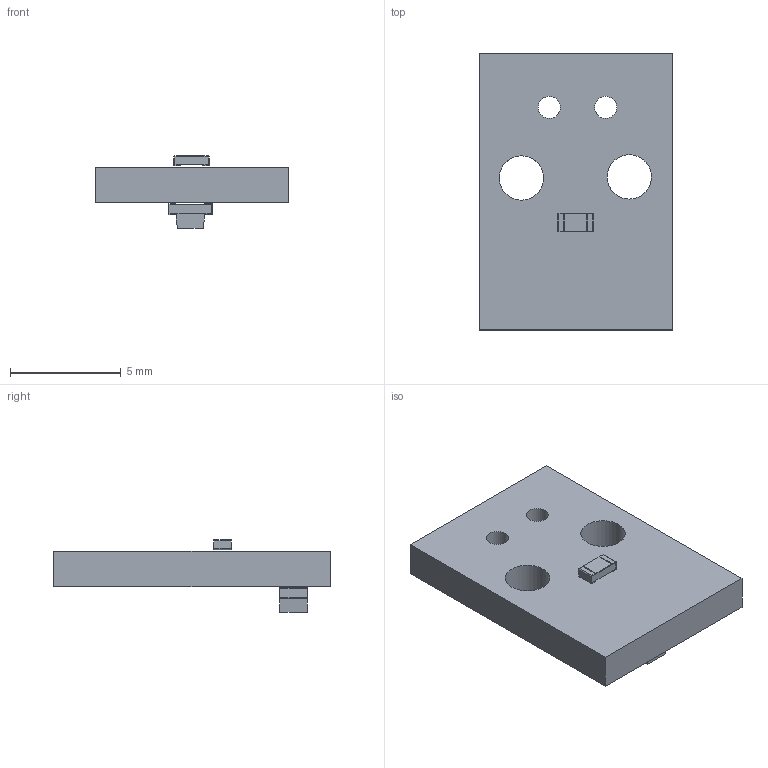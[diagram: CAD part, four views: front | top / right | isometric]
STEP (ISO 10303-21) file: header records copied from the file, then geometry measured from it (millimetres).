
FILE_DESCRIPTION(('KiCad electronic assembly'),'2;1');
FILE_NAME('LEDHolder.step','2025-04-02T01:34:38',('Pcbnew'),('Kicad'), 'Open CASCADE STEP processor 7.7','KiCad to STEP converter','Unknown' );
FILE_SCHEMA(('AUTOMOTIVE_DESIGN { 1 0 10303 214 1 1 1 1 }'));
Length unit declared in the file: millimetre
Products named in the file (6): LEDHolder 1; R_0603_1608Metric; LED_0805_2012Metric; LEDHolder_PCB
Assembly tree (5 placements, depth 3):
  LEDHolder 1
    R_0603_1608Metric
      R_0603_1608Metric
    LED_0805_2012Metric
      LED_0805_2012Metric
    LEDHolder_PCB
Bounding box: 8.72 x 12.44 x 3.25 mm (x, y, z)
Volume: 163.6 mm3; surface area: 315 mm2
Topology: 3 solids, 3 shells, 86 faces, 225 edges, 146 vertices
Faces by surface type: plane 66, cylinder 20
Full cylindrical faces by diameter (mm): 1 x2, 2 x2
Entity records: 3273 total; most frequent: CARTESIAN_POINT 463, ORIENTED_EDGE 450, DIRECTION 449, EDGE_CURVE 225, LINE 185, VECTOR 185, VERTEX_POINT 146, AXIS2_PLACEMENT_3D 132
